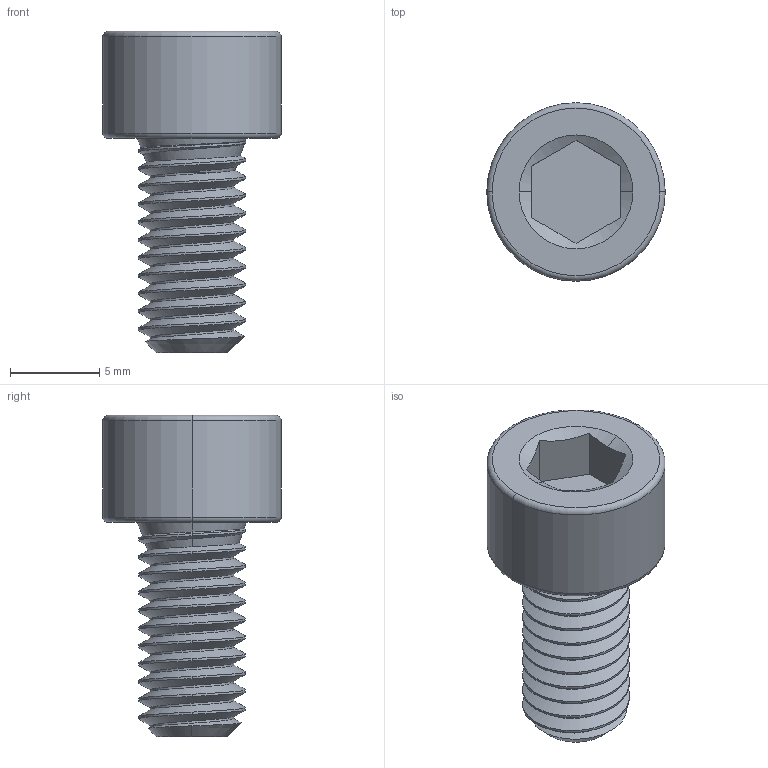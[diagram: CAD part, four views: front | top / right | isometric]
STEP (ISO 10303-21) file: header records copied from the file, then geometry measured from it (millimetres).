
FILE_DESCRIPTION (( 'STEP AP203' ), '1' );
FILE_NAME ('91292A134_18-8 Stainless Steel Socket Head Screw.STEP', '2026-01-08T19:23:56', ( 'McMaster Carr Supply' ), ( 'McMaster Carr Supply' ), 'SwSTEP 2.0', 'SolidWorks 2024', '' );
FILE_SCHEMA (( 'CONFIG_CONTROL_DESIGN' ));
Length unit declared in the file: millimetre
Products named in the file (1): 91292A134_18-8 Stainless Steel Socket Head Screw
Bounding box: 10 x 10 x 18 mm (x, y, z)
Volume: 675.9 mm3; surface area: 706.5 mm2
Topology: 1 solids, 1 shells, 52 faces, 139 edges, 91 vertices
Faces by surface type: cylinder 25, cone 10, plane 10, torus 4, bspline 3
Entity records: 3752 total; most frequent: CARTESIAN_POINT 2557, ORIENTED_EDGE 278, DIRECTION 188, EDGE_CURVE 139, VERTEX_POINT 91, AXIS2_PLACEMENT_3D 71, EDGE_LOOP 54, FACE_OUTER_BOUND 52
